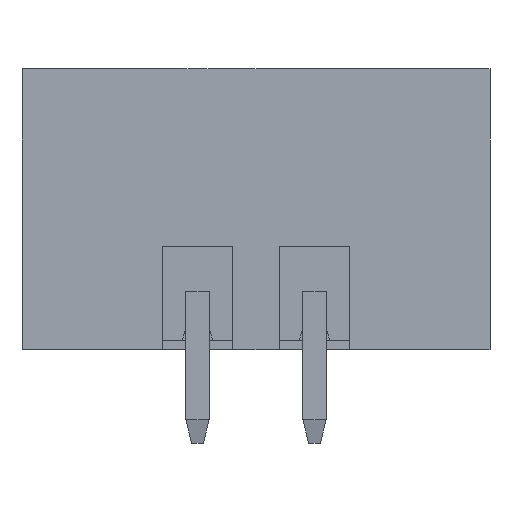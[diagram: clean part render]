
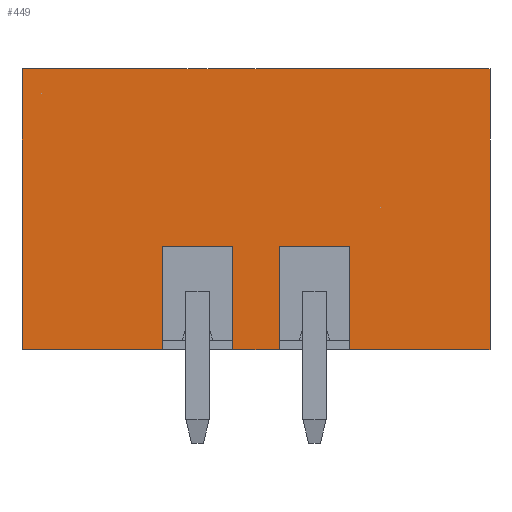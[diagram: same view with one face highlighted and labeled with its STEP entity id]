
A CAD part, front view. The second image highlights one B-rep face of the part: STEP entity #449.
In plain terms, the highlighted planar face has unit normal (0, -1, 0).
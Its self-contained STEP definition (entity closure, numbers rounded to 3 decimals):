
#449 = ADVANCED_FACE( '', ( #902 ), #903, .T. );
#902 = FACE_OUTER_BOUND( '', #1390, .T. );
#903 = PLANE( '', #1391 );
#1390 = EDGE_LOOP( '', ( #2419, #2420, #2421, #2422, #2423, #2424, #2425, #2426, #2427, #2428, #2429, #2430 ) );
#1391 = AXIS2_PLACEMENT_3D( '', #2431, #2432, #2433 );
#2419 = ORIENTED_EDGE( '', *, *, #3360, .T. );
#2420 = ORIENTED_EDGE( '', *, *, #3078, .T. );
#2421 = ORIENTED_EDGE( '', *, *, #3361, .F. );
#2422 = ORIENTED_EDGE( '', *, *, #3181, .F. );
#2423 = ORIENTED_EDGE( '', *, *, #3362, .F. );
#2424 = ORIENTED_EDGE( '', *, *, #3363, .T. );
#2425 = ORIENTED_EDGE( '', *, *, #3034, .F. );
#2426 = ORIENTED_EDGE( '', *, *, #3275, .F. );
#2427 = ORIENTED_EDGE( '', *, *, #3006, .F. );
#2428 = ORIENTED_EDGE( '', *, *, #2968, .T. );
#2429 = ORIENTED_EDGE( '', *, *, #3364, .F. );
#2430 = ORIENTED_EDGE( '', *, *, #3365, .T. );
#2431 = CARTESIAN_POINT( '', ( 6., -4.25, -6. ) );
#2432 = DIRECTION( '', ( 0., -1., 0. ) );
#2433 = DIRECTION( '', ( 0., 0., -1. ) );
#2968 = EDGE_CURVE( '', #3530, #3527, #3531, .T. );
#3006 = EDGE_CURVE( '', #3530, #3593, #3594, .T. );
#3034 = EDGE_CURVE( '', #3641, #3637, #3643, .T. );
#3078 = EDGE_CURVE( '', #3709, #3719, #3721, .T. );
#3181 = EDGE_CURVE( '', #3880, #3872, #3882, .T. );
#3275 = EDGE_CURVE( '', #3593, #3641, #4022, .T. );
#3360 = EDGE_CURVE( '', #4136, #3709, #4137, .T. );
#3361 = EDGE_CURVE( '', #3872, #3719, #4138, .T. );
#3362 = EDGE_CURVE( '', #4139, #3880, #4140, .T. );
#3363 = EDGE_CURVE( '', #4139, #3637, #4141, .T. );
#3364 = EDGE_CURVE( '', #4142, #3527, #4143, .T. );
#3365 = EDGE_CURVE( '', #4142, #4136, #4144, .T. );
#3527 = VERTEX_POINT( '', #4345 );
#3530 = VERTEX_POINT( '', #4349 );
#3531 = LINE( '', #4350, #4351 );
#3593 = VERTEX_POINT( '', #4439 );
#3594 = LINE( '', #4440, #4441 );
#3637 = VERTEX_POINT( '', #4503 );
#3641 = VERTEX_POINT( '', #4509 );
#3643 = LINE( '', #4512, #4513 );
#3709 = VERTEX_POINT( '', #4604 );
#3719 = VERTEX_POINT( '', #4619 );
#3721 = LINE( '', #4622, #4623 );
#3872 = VERTEX_POINT( '', #5002 );
#3880 = VERTEX_POINT( '', #5014 );
#3882 = LINE( '', #5017, #5018 );
#4022 = LINE( '', #5240, #5241 );
#4136 = VERTEX_POINT( '', #5467 );
#4137 = LINE( '', #5468, #5469 );
#4138 = LINE( '', #5470, #5471 );
#4139 = VERTEX_POINT( '', #5472 );
#4140 = LINE( '', #5473, #5474 );
#4141 = LINE( '', #5475, #5476 );
#4142 = VERTEX_POINT( '', #5477 );
#4143 = LINE( '', #5478, #5479 );
#4144 = LINE( '', #5480, #5481 );
#4345 = CARTESIAN_POINT( '', ( 4., -4.25, -6. ) );
#4349 = CARTESIAN_POINT( '', ( 4., -4.25, -1.6 ) );
#4350 = CARTESIAN_POINT( '', ( 4., -4.25, -5.6 ) );
#4351 = VECTOR( '', #5681, 1000. );
#4439 = CARTESIAN_POINT( '', ( 1., -4.25, -1.6 ) );
#4440 = CARTESIAN_POINT( '', ( 4., -4.25, -1.6 ) );
#4441 = VECTOR( '', #5717, 1000. );
#4503 = CARTESIAN_POINT( '', ( -1., -4.25, -6. ) );
#4509 = CARTESIAN_POINT( '', ( 1., -4.25, -6. ) );
#4512 = CARTESIAN_POINT( '', ( 6., -4.25, -6. ) );
#4513 = VECTOR( '', #5740, 1000. );
#4604 = CARTESIAN_POINT( '', ( -10., -4.25, 6. ) );
#4619 = CARTESIAN_POINT( '', ( -10., -4.25, -6. ) );
#4622 = CARTESIAN_POINT( '', ( -10., -4.25, 6. ) );
#4623 = VECTOR( '', #5781, 1000. );
#5002 = CARTESIAN_POINT( '', ( -4., -4.25, -6. ) );
#5014 = CARTESIAN_POINT( '', ( -4., -4.25, -1.6 ) );
#5017 = CARTESIAN_POINT( '', ( -4., -4.25, -5.6 ) );
#5018 = VECTOR( '', #5868, 1000. );
#5240 = CARTESIAN_POINT( '', ( 1., -4.25, -5.6 ) );
#5241 = VECTOR( '', #5954, 1000. );
#5467 = CARTESIAN_POINT( '', ( 10., -4.25, 6. ) );
#5468 = CARTESIAN_POINT( '', ( 6., -4.25, 6. ) );
#5469 = VECTOR( '', #6025, 1000. );
#5470 = CARTESIAN_POINT( '', ( 6., -4.25, -6. ) );
#5471 = VECTOR( '', #6026, 1000. );
#5472 = CARTESIAN_POINT( '', ( -1., -4.25, -1.6 ) );
#5473 = CARTESIAN_POINT( '', ( -1., -4.25, -1.6 ) );
#5474 = VECTOR( '', #6027, 1000. );
#5475 = CARTESIAN_POINT( '', ( -1., -4.25, -5.6 ) );
#5476 = VECTOR( '', #6028, 1000. );
#5477 = CARTESIAN_POINT( '', ( 10., -4.25, -6. ) );
#5478 = CARTESIAN_POINT( '', ( 6., -4.25, -6. ) );
#5479 = VECTOR( '', #6029, 1000. );
#5480 = CARTESIAN_POINT( '', ( 10., -4.25, -6. ) );
#5481 = VECTOR( '', #6030, 1000. );
#5681 = DIRECTION( '', ( 0., 0., -1. ) );
#5717 = DIRECTION( '', ( -1., 0., 0. ) );
#5740 = DIRECTION( '', ( -1., 0., 0. ) );
#5781 = DIRECTION( '', ( 0., 0., -1. ) );
#5868 = DIRECTION( '', ( 0., 0., -1. ) );
#5954 = DIRECTION( '', ( 0., 0., -1. ) );
#6025 = DIRECTION( '', ( -1., 0., 0. ) );
#6026 = DIRECTION( '', ( -1., 0., 0. ) );
#6027 = DIRECTION( '', ( -1., 0., 0. ) );
#6028 = DIRECTION( '', ( 0., 0., -1. ) );
#6029 = DIRECTION( '', ( -1., 0., 0. ) );
#6030 = DIRECTION( '', ( 0., 0., 1. ) );
